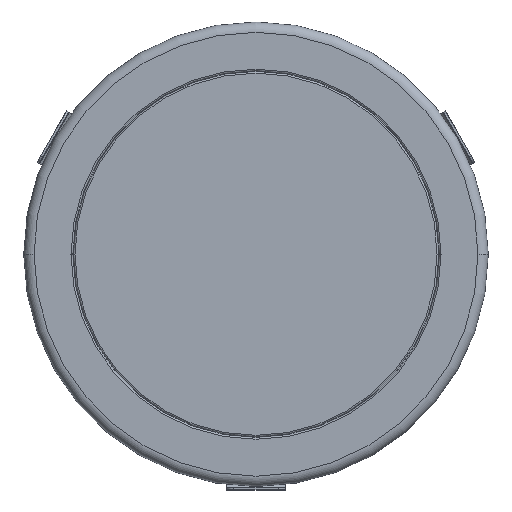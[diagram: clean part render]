
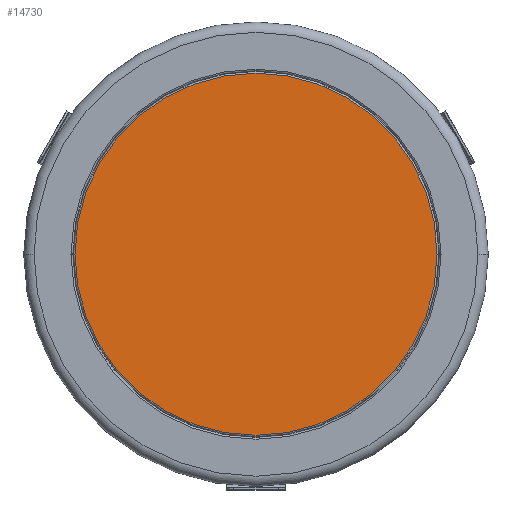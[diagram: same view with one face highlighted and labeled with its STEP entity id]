
A CAD part, top view. The second image highlights one B-rep face of the part: STEP entity #14730.
In plain terms, the highlighted planar face has unit normal (0, 0, 1).
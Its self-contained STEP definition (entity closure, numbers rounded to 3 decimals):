
#139 = VERTEX_POINT ( 'NONE', #24794 ) ;
#147 = AXIS2_PLACEMENT_3D ( 'NONE', #24268, #6194, #16093 ) ;
#3189 = AXIS2_PLACEMENT_3D ( 'NONE', #5846, #7953, #19949 ) ;
#3915 = EDGE_CURVE ( 'NONE', #139, #18124, #4520, .T. ) ;
#4520 = CIRCLE ( 'NONE', #25354, 24.555 ) ;
#5846 = CARTESIAN_POINT ( 'NONE',  ( -18.88, 18.88, 8.1 ) ) ;
#6194 = DIRECTION ( 'NONE',  ( 0., 0., 1. ) ) ;
#6559 = EDGE_LOOP ( 'NONE', ( #14038, #13995 ) ) ;
#7953 = DIRECTION ( 'NONE',  ( 0., 0., -1. ) ) ;
#9794 = CARTESIAN_POINT ( 'NONE',  ( 24.555, 0., 8.1 ) ) ;
#11206 = DIRECTION ( 'NONE',  ( -1., 0., 0. ) ) ;
#11289 = DIRECTION ( 'NONE',  ( 0., 0., 1. ) ) ;
#13090 = FACE_OUTER_BOUND ( 'NONE', #6559, .T. ) ;
#13995 = ORIENTED_EDGE ( 'NONE', *, *, #14056, .T. ) ;
#14038 = ORIENTED_EDGE ( 'NONE', *, *, #3915, .T. ) ;
#14056 = EDGE_CURVE ( 'NONE', #18124, #139, #21935, .T. ) ;
#14730 = ADVANCED_FACE ( 'NONE', ( #13090 ), #20036, .F. ) ;
#16093 = DIRECTION ( 'NONE',  ( -1., 0., 0. ) ) ;
#18124 = VERTEX_POINT ( 'NONE', #9794 ) ;
#19316 = CARTESIAN_POINT ( 'NONE',  ( 0., 0., 8.1 ) ) ;
#19949 = DIRECTION ( 'NONE',  ( -1., 0., 0. ) ) ;
#20036 = PLANE ( 'NONE',  #3189 ) ;
#21935 = CIRCLE ( 'NONE', #147, 24.555 ) ;
#24268 = CARTESIAN_POINT ( 'NONE',  ( 0., 0., 8.1 ) ) ;
#24794 = CARTESIAN_POINT ( 'NONE',  ( -24.555, 0., 8.1 ) ) ;
#25354 = AXIS2_PLACEMENT_3D ( 'NONE', #19316, #11289, #11206 ) ;
